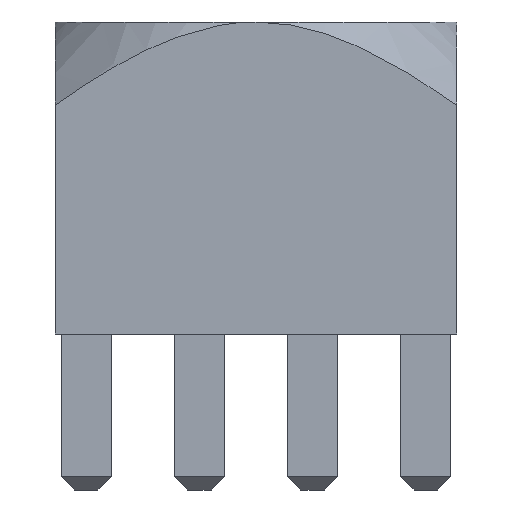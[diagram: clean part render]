
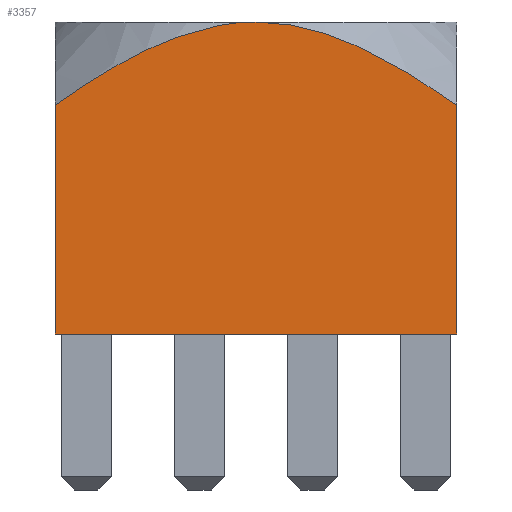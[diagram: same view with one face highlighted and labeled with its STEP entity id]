
A CAD part, left-side view. The second image highlights one B-rep face of the part: STEP entity #3357.
In plain terms, the highlighted planar face has unit normal (-1, 0, 0).
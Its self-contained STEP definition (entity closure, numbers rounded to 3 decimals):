
#97 = CARTESIAN_POINT ( 'NONE',  ( -4.5, 0.42, 7. ) ) ;
#116 = EDGE_LOOP ( 'NONE', ( #3052, #3220, #3371, #1733, #2539 ) ) ;
#164 = CARTESIAN_POINT ( 'NONE',  ( -4.5, -4.5, 5.136 ) ) ;
#387 = CARTESIAN_POINT ( 'NONE',  ( -4.5, 2.025, 6.576 ) ) ;
#437 = CARTESIAN_POINT ( 'NONE',  ( -4.5, 0.835, 6.94 ) ) ;
#452 = CARTESIAN_POINT ( 'NONE',  ( -4.5, 4.5, 7. ) ) ;
#600 = CARTESIAN_POINT ( 'NONE',  ( -4.5, -4.5, 7. ) ) ;
#743 = VERTEX_POINT ( 'NONE', #164 ) ;
#991 = CARTESIAN_POINT ( 'NONE',  ( -4.5, -4.5, 0. ) ) ;
#1290 = DIRECTION ( 'NONE',  ( 0., 1., 0. ) ) ;
#1298 = DIRECTION ( 'NONE',  ( 0., 0., -1. ) ) ;
#1362 = CARTESIAN_POINT ( 'NONE',  ( -4.5, -2.013, 6.574 ) ) ;
#1422 = LINE ( 'NONE', #3660, #1595 ) ;
#1446 = LINE ( 'NONE', #600, #4227 ) ;
#1563 = B_SPLINE_CURVE_WITH_KNOTS ( 'NONE', 3,
 ( #2916, #2940, #2345, #3583, #3277, #1362, #3942, #3612, #2648, #3306, #4263, #4291 ),
 .UNSPECIFIED., .F., .F.,
 ( 4, 2, 2, 2, 2, 4 ),
 ( 0., 0.001, 0.002, 0.002, 0.004, 0.005 ),
 .UNSPECIFIED. ) ;
#1595 = VECTOR ( 'NONE', #4016, 1000. ) ;
#1725 = VERTEX_POINT ( 'NONE', #2490 ) ;
#1733 = ORIENTED_EDGE ( 'NONE', *, *, #2960, .T. ) ;
#1741 = FACE_OUTER_BOUND ( 'NONE', #116, .T. ) ;
#1743 = CARTESIAN_POINT ( 'NONE',  ( -4.5, 4.163, 5.374 ) ) ;
#1750 = AXIS2_PLACEMENT_3D ( 'NONE', #2604, #4015, #1290 ) ;
#1957 = VERTEX_POINT ( 'NONE', #991 ) ;
#2036 = CARTESIAN_POINT ( 'NONE',  ( -4.5, 1.643, 6.725 ) ) ;
#2084 = LINE ( 'NONE', #452, #3481 ) ;
#2206 = VERTEX_POINT ( 'NONE', #2209 ) ;
#2209 = CARTESIAN_POINT ( 'NONE',  ( -4.5, 4.5, 5.136 ) ) ;
#2345 = CARTESIAN_POINT ( 'NONE',  ( -4.5, -0.826, 6.941 ) ) ;
#2400 = EDGE_CURVE ( 'NONE', #3571, #743, #1563, .T. ) ;
#2490 = CARTESIAN_POINT ( 'NONE',  ( -4.5, 4.5, 0. ) ) ;
#2539 = ORIENTED_EDGE ( 'NONE', *, *, #2811, .F. ) ;
#2563 = CARTESIAN_POINT ( 'NONE',  ( -4.5, 0., 7. ) ) ;
#2604 = CARTESIAN_POINT ( 'NONE',  ( -4.5, 4.5, 7. ) ) ;
#2648 = CARTESIAN_POINT ( 'NONE',  ( -4.5, -3.119, 6.032 ) ) ;
#2697 = CARTESIAN_POINT ( 'NONE',  ( -4.5, 3.821, 5.603 ) ) ;
#2795 = DIRECTION ( 'NONE',  ( 0., 0., 1. ) ) ;
#2811 = EDGE_CURVE ( 'NONE', #743, #1957, #1446, .T. ) ;
#2874 = PLANE ( 'NONE',  #1750 ) ;
#2916 = CARTESIAN_POINT ( 'NONE',  ( -4.5, 0., 7. ) ) ;
#2940 = CARTESIAN_POINT ( 'NONE',  ( -4.5, -0.418, 7. ) ) ;
#2960 = EDGE_CURVE ( 'NONE', #1725, #1957, #1422, .T. ) ;
#3010 = CARTESIAN_POINT ( 'NONE',  ( -4.5, 2.765, 6.228 ) ) ;
#3052 = ORIENTED_EDGE ( 'NONE', *, *, #2400, .F. ) ;
#3220 = ORIENTED_EDGE ( 'NONE', *, *, #3459, .F. ) ;
#3277 = CARTESIAN_POINT ( 'NONE',  ( -4.5, -1.625, 6.719 ) ) ;
#3306 = CARTESIAN_POINT ( 'NONE',  ( -4.5, -3.82, 5.603 ) ) ;
#3347 = CARTESIAN_POINT ( 'NONE',  ( -4.5, 0., 7. ) ) ;
#3357 = ADVANCED_FACE ( 'NONE', ( #1741 ), #2874, .F. ) ;
#3371 = ORIENTED_EDGE ( 'NONE', *, *, #3881, .F. ) ;
#3397 = CARTESIAN_POINT ( 'NONE',  ( -4.5, 3.122, 6.03 ) ) ;
#3459 = EDGE_CURVE ( 'NONE', #2206, #3571, #3980, .T. ) ;
#3481 = VECTOR ( 'NONE', #2795, 1000. ) ;
#3571 = VERTEX_POINT ( 'NONE', #2563 ) ;
#3583 = CARTESIAN_POINT ( 'NONE',  ( -4.5, -1.426, 6.784 ) ) ;
#3612 = CARTESIAN_POINT ( 'NONE',  ( -4.5, -2.761, 6.231 ) ) ;
#3660 = CARTESIAN_POINT ( 'NONE',  ( -4.5, -4.5, 0. ) ) ;
#3881 = EDGE_CURVE ( 'NONE', #1725, #2206, #2084, .T. ) ;
#3942 = CARTESIAN_POINT ( 'NONE',  ( -4.5, -2.202, 6.493 ) ) ;
#3980 = B_SPLINE_CURVE_WITH_KNOTS ( 'NONE', 3,
 ( #4097, #1743, #2697, #3397, #3010, #387, #2036, #437, #97, #3347 ),
 .UNSPECIFIED., .F., .F.,
 ( 4, 2, 2, 2, 4 ),
 ( 0., 0.001, 0.002, 0.004, 0.005 ),
 .UNSPECIFIED. ) ;
#4015 = DIRECTION ( 'NONE',  ( 1., 0., 0. ) ) ;
#4016 = DIRECTION ( 'NONE',  ( 0., -1., 0. ) ) ;
#4097 = CARTESIAN_POINT ( 'NONE',  ( -4.5, 4.5, 5.136 ) ) ;
#4227 = VECTOR ( 'NONE', #1298, 1000. ) ;
#4263 = CARTESIAN_POINT ( 'NONE',  ( -4.5, -4.163, 5.374 ) ) ;
#4291 = CARTESIAN_POINT ( 'NONE',  ( -4.5, -4.5, 5.136 ) ) ;
